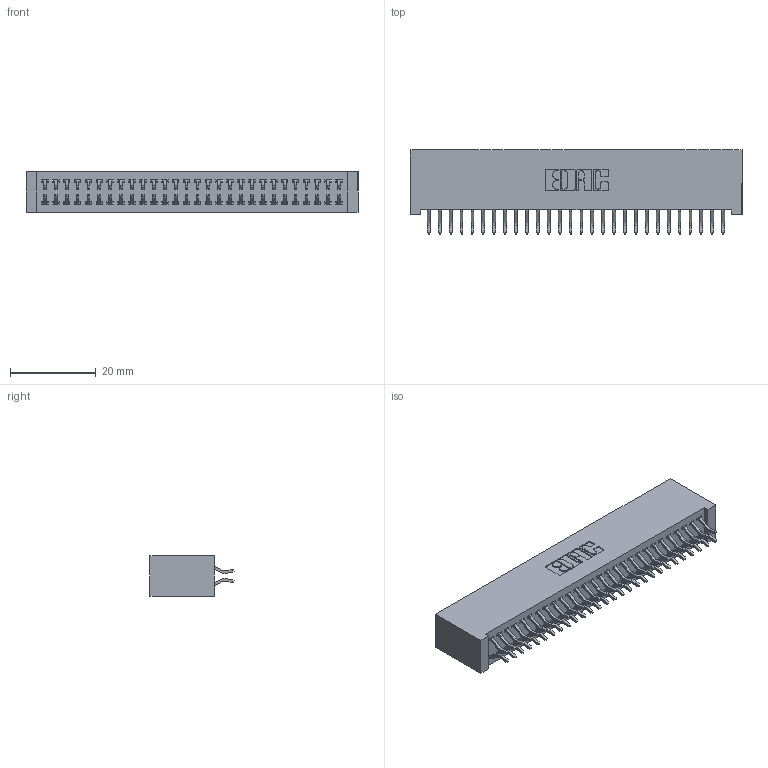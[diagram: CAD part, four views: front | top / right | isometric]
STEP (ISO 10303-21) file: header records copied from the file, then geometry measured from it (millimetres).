
FILE_DESCRIPTION (( 'STEP AP203' ), '1' );
FILE_NAME ('342-056-556-201.STEP', '2019-10-03T11:38:49', ( '' ), ( '' ), 'SwSTEP 2.0', 'SolidWorks 2016', '' );
FILE_SCHEMA (( 'CONFIG_CONTROL_DESIGN' ));
Length unit declared in the file: inch
Products named in the file (3): 345-292-001_556 Tail; 342-056-556-201; 342 Part_Lugless
Assembly tree (57 placements, depth 2):
  342-056-556-201
    342 Part_Lugless
    345-292-001_556 Tail  x56
Bounding box: 77.37 x 19.58 x 9.4 mm (x, y, z)
Volume: 7323.4 mm3; surface area: 11967.5 mm2
Topology: 57 solids, 57 shells, 3350 faces, 9963 edges, 6566 vertices
Faces by surface type: plane 2302, cylinder 1048
Entity records: 19635 total; most frequent: CARTESIAN_POINT 3282, ORIENTED_EDGE 3206, DIRECTION 2811, EDGE_CURVE 1603, LINE 1475, VECTOR 1475, VERTEX_POINT 1066, AXIS2_PLACEMENT_3D 668
